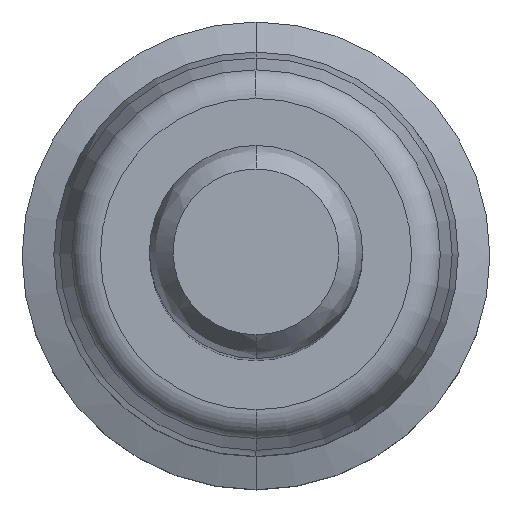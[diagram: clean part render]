
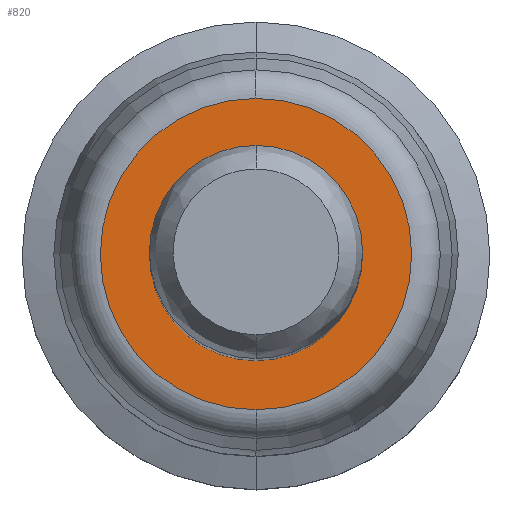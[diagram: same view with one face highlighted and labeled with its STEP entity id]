
A CAD part, top view. The second image highlights one B-rep face of the part: STEP entity #820.
In plain terms, the highlighted planar face has unit normal (0, 0, 1).
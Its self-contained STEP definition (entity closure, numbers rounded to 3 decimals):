
#53=CARTESIAN_POINT('',(0.,0.,-21.1));
#54=DIRECTION('',(0.,0.,-1.));
#55=DIRECTION('',(0.,1.,0.));
#56=AXIS2_PLACEMENT_3D('',#53,#54,#55);
#66=CARTESIAN_POINT('',(0.,0.,-21.1));
#67=DIRECTION('',(0.,0.,1.));
#68=DIRECTION('',(0.,1.,0.));
#69=AXIS2_PLACEMENT_3D('',#66,#67,#68);
#76=CARTESIAN_POINT('',(0.,0.,-21.1));
#77=DIRECTION('',(0.,0.,-1.));
#78=DIRECTION('',(0.,-1.,0.));
#79=AXIS2_PLACEMENT_3D('',#76,#77,#78);
#99=CARTESIAN_POINT('',(0.,0.,-21.1));
#100=DIRECTION('',(0.,0.,-1.));
#101=DIRECTION('',(0.,1.,0.));
#102=AXIS2_PLACEMENT_3D('',#99,#100,#101);
#647=CARTESIAN_POINT('',(0.,1.8,-21.1));
#649=VERTEX_POINT('',#647);
#651=CARTESIAN_POINT('',(0.,-1.8,-21.1));
#653=VERTEX_POINT('',#651);
#667=CARTESIAN_POINT('',(0.,-2.629,-21.1));
#668=CARTESIAN_POINT('',(0.,2.629,-21.1));
#669=VERTEX_POINT('',#667);
#670=VERTEX_POINT('',#668);
#805=CARTESIAN_POINT('',(0.,0.,-21.1));
#806=DIRECTION('',(0.,0.,-1.));
#807=DIRECTION('',(0.,-1.,0.));
#808=AXIS2_PLACEMENT_3D('',#805,#806,#807);
#809=PLANE('',#808);
#811=ORIENTED_EDGE('',*,*,#810,.T.);
#813=ORIENTED_EDGE('',*,*,#812,.T.);
#814=EDGE_LOOP('',(#811,#813));
#815=FACE_OUTER_BOUND('',#814,.F.);
#816=ORIENTED_EDGE('',*,*,#784,.F.);
#817=ORIENTED_EDGE('',*,*,#800,.T.);
#818=EDGE_LOOP('',(#816,#817));
#819=FACE_BOUND('',#818,.F.);
#57=CIRCLE('',#56,1.8);
#70=CIRCLE('',#69,1.8);
#80=CIRCLE('',#79,2.629);
#103=CIRCLE('',#102,2.629);
#784=EDGE_CURVE('',#649,#653,#57,.T.);
#800=EDGE_CURVE('',#649,#653,#70,.T.);
#810=EDGE_CURVE('',#669,#670,#80,.T.);
#812=EDGE_CURVE('',#670,#669,#103,.T.);
#820=ADVANCED_FACE('',(#815,#819),#809,.F.);
